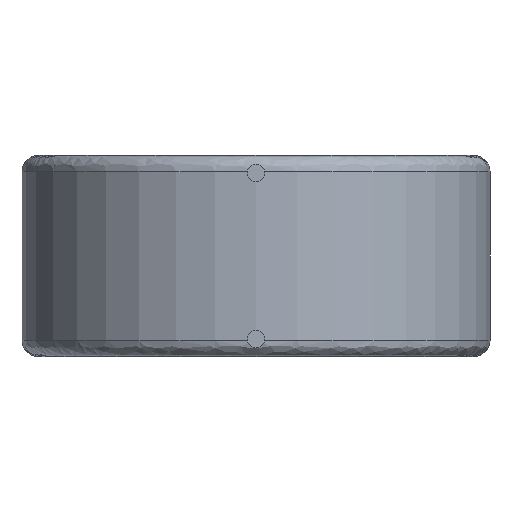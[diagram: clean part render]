
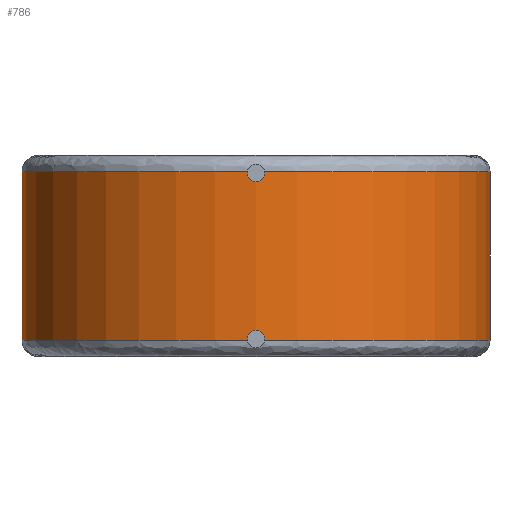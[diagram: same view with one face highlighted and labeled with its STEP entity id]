
A CAD part, front view. The second image highlights one B-rep face of the part: STEP entity #786.
In plain terms, the highlighted cylindrical face has radius 14.3 mm (diameter 28.6 mm), a partial arc.
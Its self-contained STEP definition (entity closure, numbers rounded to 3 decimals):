
#11 = CIRCLE ( 'NONE', #1145, 14.3 ) ;
#27 = EDGE_LOOP ( 'NONE', ( #423, #254, #1029, #413 ) ) ;
#70 = LINE ( 'NONE', #713, #258 ) ;
#77 = DIRECTION ( 'NONE',  ( -1., 0., 0. ) ) ;
#87 = AXIS2_PLACEMENT_3D ( 'NONE', #1104, #357, #77 ) ;
#94 = VERTEX_POINT ( 'NONE', #733 ) ;
#165 = CARTESIAN_POINT ( 'NONE',  ( -14.3, 14.3, 6.15 ) ) ;
#207 = VERTEX_POINT ( 'NONE', #257 ) ;
#214 = EDGE_CURVE ( 'NONE', #1013, #593, #1011, .T. ) ;
#228 = EDGE_CURVE ( 'NONE', #207, #94, #70, .T. ) ;
#239 = VECTOR ( 'NONE', #336, 1000. ) ;
#254 = ORIENTED_EDGE ( 'NONE', *, *, #633, .T. ) ;
#257 = CARTESIAN_POINT ( 'NONE',  ( 14.3, 14.3, 5.15 ) ) ;
#258 = VECTOR ( 'NONE', #1184, 1000. ) ;
#261 = DIRECTION ( 'NONE',  ( -1., 0., 0. ) ) ;
#336 = DIRECTION ( 'NONE',  ( 0., 0., -1. ) ) ;
#357 = DIRECTION ( 'NONE',  ( 0., 0., -1. ) ) ;
#398 = CARTESIAN_POINT ( 'NONE',  ( -14.3, 14.3, -5.15 ) ) ;
#404 = CYLINDRICAL_SURFACE ( 'NONE', #87, 14.3 ) ;
#413 = ORIENTED_EDGE ( 'NONE', *, *, #745, .T. ) ;
#414 = DIRECTION ( 'NONE',  ( -1., 0., 0. ) ) ;
#423 = ORIENTED_EDGE ( 'NONE', *, *, #228, .F. ) ;
#499 = CARTESIAN_POINT ( 'NONE',  ( 0., 14.3, -5.15 ) ) ;
#532 = CARTESIAN_POINT ( 'NONE',  ( 0., 14.3, 5.15 ) ) ;
#593 = VERTEX_POINT ( 'NONE', #398 ) ;
#633 = EDGE_CURVE ( 'NONE', #207, #1013, #1120, .T. ) ;
#713 = CARTESIAN_POINT ( 'NONE',  ( 14.3, 14.3, 6.15 ) ) ;
#733 = CARTESIAN_POINT ( 'NONE',  ( 14.3, 14.3, -5.15 ) ) ;
#745 = EDGE_CURVE ( 'NONE', #593, #94, #11, .T. ) ;
#786 = ADVANCED_FACE ( 'NONE', ( #1092 ), #404, .T. ) ;
#794 = DIRECTION ( 'NONE',  ( 0., 0., 1. ) ) ;
#1011 = LINE ( 'NONE', #165, #239 ) ;
#1012 = CARTESIAN_POINT ( 'NONE',  ( -14.3, 14.3, 5.15 ) ) ;
#1013 = VERTEX_POINT ( 'NONE', #1012 ) ;
#1025 = DIRECTION ( 'NONE',  ( 0., 0., -1. ) ) ;
#1029 = ORIENTED_EDGE ( 'NONE', *, *, #214, .T. ) ;
#1092 = FACE_OUTER_BOUND ( 'NONE', #27, .T. ) ;
#1104 = CARTESIAN_POINT ( 'NONE',  ( 0., 14.3, 6.15 ) ) ;
#1120 = CIRCLE ( 'NONE', #1182, 14.3 ) ;
#1145 = AXIS2_PLACEMENT_3D ( 'NONE', #499, #794, #414 ) ;
#1182 = AXIS2_PLACEMENT_3D ( 'NONE', #532, #1025, #261 ) ;
#1184 = DIRECTION ( 'NONE',  ( 0., 0., -1. ) ) ;
